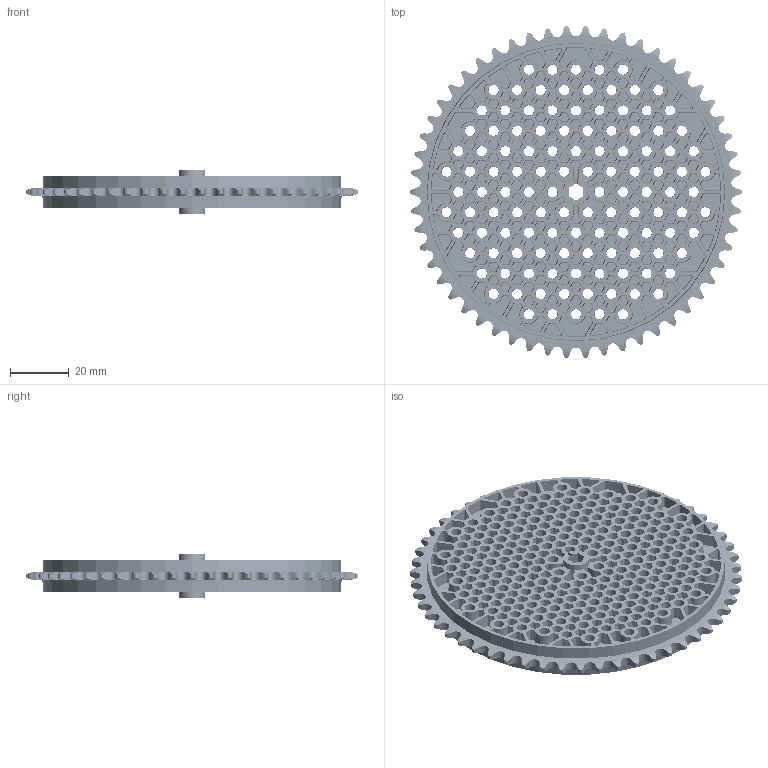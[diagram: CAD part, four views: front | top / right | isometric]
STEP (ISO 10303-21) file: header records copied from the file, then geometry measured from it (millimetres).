
FILE_DESCRIPTION (( 'STEP AP203' ), '1' );
FILE_NAME ('REV-41-1341_Default.step', '2016-09-04T21:47:12', ( '' ), ( '' ), 'SwSTEP 2.0', 'SolidWorks 2015', '' );
FILE_SCHEMA (( 'CONFIG_CONTROL_DESIGN' ));
Length unit declared in the file: inch
Products named in the file (1): REV-41-1341_Default
Bounding box: 112.84 x 112.69 x 15 mm (x, y, z)
Volume: 56652 mm3; surface area: 57912 mm2
Topology: 1 solids, 1 shells, 7330 faces, 20334 edges, 13476 vertices
Faces by surface type: bspline 2966, plane 2058, cone 1928, cylinder 378
Entity records: 316114 total; most frequent: CARTESIAN_POINT 157595, ORIENTED_EDGE 40668, DIRECTION 20666, EDGE_CURVE 20334, VERTEX_POINT 13476, B_SPLINE_CURVE_WITH_KNOTS 12245, AXIS2_PLACEMENT_3D 8277, EDGE_LOOP 8042
